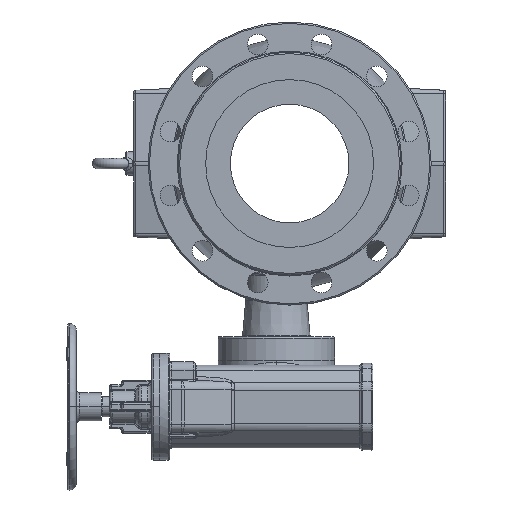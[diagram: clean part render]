
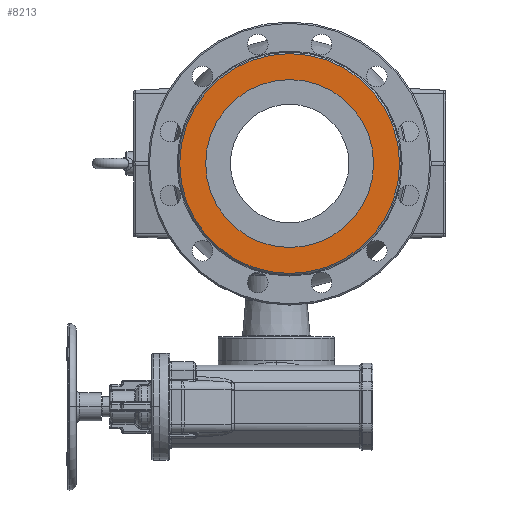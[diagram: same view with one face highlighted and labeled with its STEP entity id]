
A CAD part, left-side view. The second image highlights one B-rep face of the part: STEP entity #8213.
In plain terms, the highlighted planar face has unit normal (-1, 0, 0).
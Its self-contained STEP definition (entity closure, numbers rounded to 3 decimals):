
#2697=CARTESIAN_POINT('',(0.,0.,0.));
#2698=DIRECTION('',(-1.,0.,0.));
#2699=DIRECTION('',(0.,1.,0.));
#2700=AXIS2_PLACEMENT_3D('',#2697,#2698,#2699);
#2705=CARTESIAN_POINT('',(0.,0.,0.));
#2706=DIRECTION('',(1.,0.,0.));
#2707=DIRECTION('',(0.,1.,0.));
#2708=AXIS2_PLACEMENT_3D('',#2705,#2706,#2707);
#2713=CARTESIAN_POINT('',(0.,0.,0.));
#2714=DIRECTION('',(1.,0.,0.));
#2715=DIRECTION('',(0.,1.,0.));
#2716=AXIS2_PLACEMENT_3D('',#2713,#2714,#2715);
#2721=CARTESIAN_POINT('',(0.,0.,0.));
#2722=DIRECTION('',(1.,0.,0.));
#2723=DIRECTION('',(0.,-1.,0.));
#2724=AXIS2_PLACEMENT_3D('',#2721,#2722,#2723);
#5619=CARTESIAN_POINT('',(0.,165.,
0.));
#5620=VERTEX_POINT('',#5619);
#5667=CARTESIAN_POINT('',(0.,-165.,
0.));
#5668=VERTEX_POINT('',#5667);
#5999=CARTESIAN_POINT('',(0.,126.,0.));
#6000=CARTESIAN_POINT('',(0.,-126.,0.));
#6001=VERTEX_POINT('',#5999);
#6002=VERTEX_POINT('',#6000);
#8197=CARTESIAN_POINT('',(0.,0.,0.));
#8198=DIRECTION('',(1.,0.,0.));
#8199=DIRECTION('',(0.,-1.,0.));
#8200=AXIS2_PLACEMENT_3D('',#8197,#8198,#8199);
#8201=PLANE('',#8200);
#8203=ORIENTED_EDGE('',*,*,#8202,.F.);
#8205=ORIENTED_EDGE('',*,*,#8204,.T.);
#8206=EDGE_LOOP('',(#8203,#8205));
#8207=FACE_OUTER_BOUND('',#8206,.F.);
#8208=ORIENTED_EDGE('',*,*,#8187,.F.);
#8210=ORIENTED_EDGE('',*,*,#8209,.F.);
#8211=EDGE_LOOP('',(#8208,#8210));
#8212=FACE_BOUND('',#8211,.F.);
#8213=ADVANCED_FACE('',(#8207,#8212),#8201,.F.);
#2701=CIRCLE('',#2700,165.);
#2709=CIRCLE('',#2708,165.);
#2717=CIRCLE('',#2716,126.);
#2725=CIRCLE('',#2724,126.);
#8187=EDGE_CURVE('',#6001,#6002,#2717,.T.);
#8202=EDGE_CURVE('',#5620,#5668,#2701,.T.);
#8204=EDGE_CURVE('',#5620,#5668,#2709,.T.);
#8209=EDGE_CURVE('',#6002,#6001,#2725,.T.);
